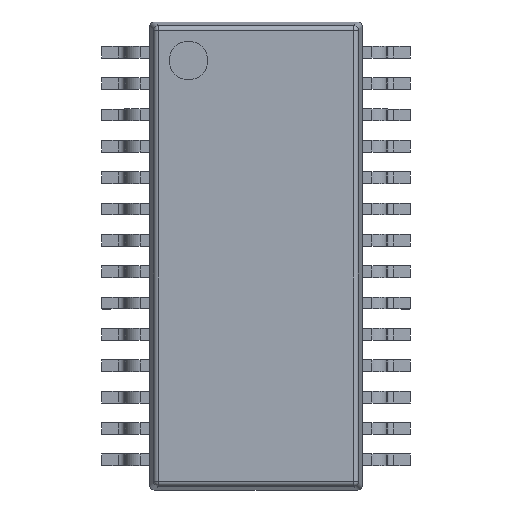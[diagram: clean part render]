
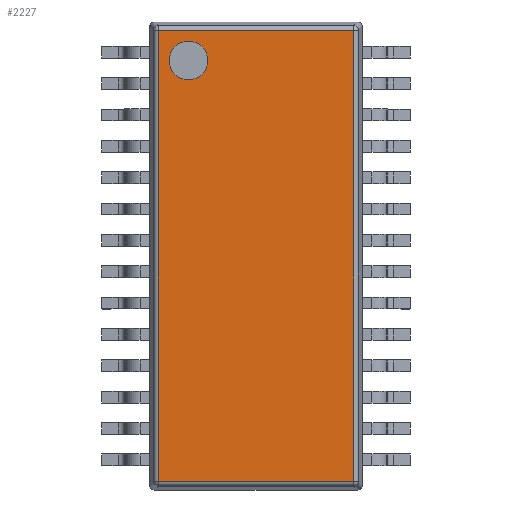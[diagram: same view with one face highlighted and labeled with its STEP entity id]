
A CAD part, top view. The second image highlights one B-rep face of the part: STEP entity #2227.
In plain terms, the highlighted face is planar.
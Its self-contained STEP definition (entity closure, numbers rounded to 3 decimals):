
#818=CARTESIAN_POINT('',(-1.4,0.45,-4.05));
#819=DIRECTION('',(0.,-1.,0.));
#820=DIRECTION('',(1.,0.,0.));
#821=AXIS2_PLACEMENT_3D('',#818,#819,#820);
#826=CARTESIAN_POINT('',(-1.4,0.45,-4.05));
#827=DIRECTION('',(0.,-1.,0.));
#828=DIRECTION('',(-1.,0.,0.));
#829=AXIS2_PLACEMENT_3D('',#826,#827,#828);
#834=DIRECTION('',(0.,0.,1.));
#835=VECTOR('',#834,9.347);
#836=CARTESIAN_POINT('',(-2.023,0.45,-4.673));
#837=LINE('',#836,#835);
#841=DIRECTION('',(-1.,0.,0.));
#842=VECTOR('',#841,4.047);
#843=CARTESIAN_POINT('',(2.023,0.45,-4.673));
#844=LINE('',#843,#842);
#848=DIRECTION('',(0.,0.,-1.));
#849=VECTOR('',#848,9.347);
#850=CARTESIAN_POINT('',(2.023,0.45,4.673));
#851=LINE('',#850,#849);
#855=DIRECTION('',(1.,0.,0.));
#856=VECTOR('',#855,4.047);
#857=CARTESIAN_POINT('',(-2.023,0.45,4.673));
#858=LINE('',#857,#856);
#1421=CARTESIAN_POINT('',(-1.,0.45,-4.05));
#1422=CARTESIAN_POINT('',(-1.8,0.45,-4.05));
#1423=VERTEX_POINT('',#1421);
#1424=VERTEX_POINT('',#1422);
#1437=CARTESIAN_POINT('',(-2.023,0.45,-4.673));
#1438=CARTESIAN_POINT('',(-2.023,0.45,4.673));
#1439=VERTEX_POINT('',#1437);
#1440=VERTEX_POINT('',#1438);
#1445=CARTESIAN_POINT('',(2.023,0.45,4.673));
#1446=CARTESIAN_POINT('',(2.023,0.45,-4.673));
#1447=VERTEX_POINT('',#1445);
#1448=VERTEX_POINT('',#1446);
#2210=CARTESIAN_POINT('',(0.,0.45,0.));
#2211=DIRECTION('',(0.,1.,0.));
#2212=DIRECTION('',(1.,0.,0.));
#2213=AXIS2_PLACEMENT_3D('',#2210,#2211,#2212);
#2214=PLANE('',#2213);
#2215=ORIENTED_EDGE('',*,*,#2134,.F.);
#2216=ORIENTED_EDGE('',*,*,#2201,.F.);
#2217=ORIENTED_EDGE('',*,*,#2043,.F.);
#2218=ORIENTED_EDGE('',*,*,#2072,.F.);
#2219=EDGE_LOOP('',(#2215,#2216,#2217,#2218));
#2220=FACE_OUTER_BOUND('',#2219,.F.);
#2222=ORIENTED_EDGE('',*,*,#2221,.F.);
#2224=ORIENTED_EDGE('',*,*,#2223,.F.);
#2225=EDGE_LOOP('',(#2222,#2224));
#2226=FACE_BOUND('',#2225,.F.);
#822=CIRCLE('',#821,0.4);
#830=CIRCLE('',#829,0.4);
#2043=EDGE_CURVE('',#1447,#1448,#851,.T.);
#2072=EDGE_CURVE('',#1440,#1447,#858,.T.);
#2134=EDGE_CURVE('',#1439,#1440,#837,.T.);
#2201=EDGE_CURVE('',#1448,#1439,#844,.T.);
#2221=EDGE_CURVE('',#1423,#1424,#822,.T.);
#2223=EDGE_CURVE('',#1424,#1423,#830,.T.);
#2227=ADVANCED_FACE('',(#2220,#2226),#2214,.T.);
